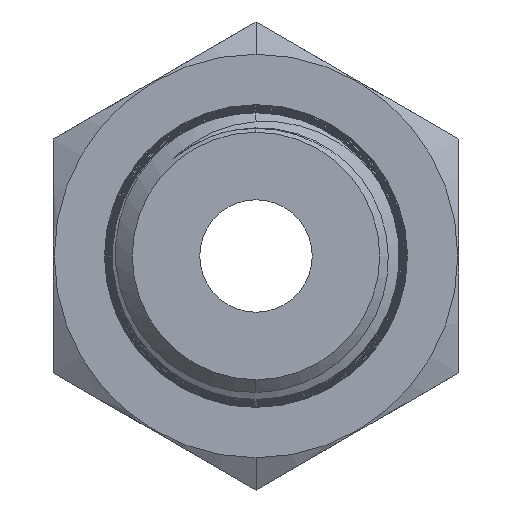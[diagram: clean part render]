
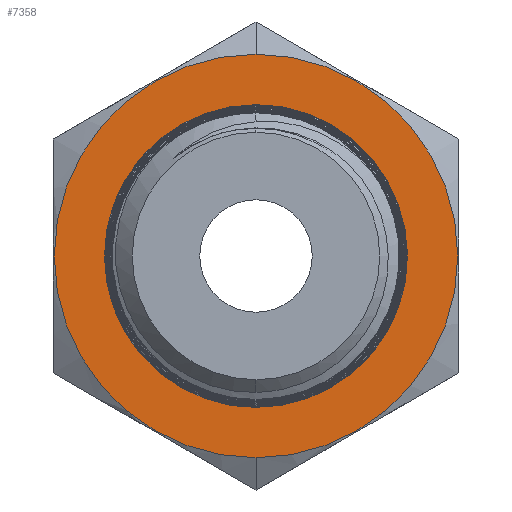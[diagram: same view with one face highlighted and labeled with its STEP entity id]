
A CAD part, left-side view. The second image highlights one B-rep face of the part: STEP entity #7358.
In plain terms, the highlighted planar face has unit normal (-1, 0, 0).
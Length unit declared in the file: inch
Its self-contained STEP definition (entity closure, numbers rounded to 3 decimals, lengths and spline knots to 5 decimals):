
#32 = DIRECTION ( 'NONE',  ( 0., 0., 1. ) ) ;
#159 = DIRECTION ( 'NONE',  ( -1., 0., 0. ) ) ;
#769 = CARTESIAN_POINT ( 'NONE',  ( -1.13, 0., -0.42 ) ) ;
#902 = DIRECTION ( 'NONE',  ( 0., 0., 1. ) ) ;
#1392 = AXIS2_PLACEMENT_3D ( 'NONE', #2928, #159, #4203 ) ;
#2078 = AXIS2_PLACEMENT_3D ( 'NONE', #13710, #15033, #32 ) ;
#2551 = VERTEX_POINT ( 'NONE', #17154 ) ;
#2928 = CARTESIAN_POINT ( 'NONE',  ( -1.13, 0., 0. ) ) ;
#3193 = DIRECTION ( 'NONE',  ( -1., 0., 0. ) ) ;
#3489 = VERTEX_POINT ( 'NONE', #769 ) ;
#3858 = DIRECTION ( 'NONE',  ( -1., 0., 0. ) ) ;
#3989 = ORIENTED_EDGE ( 'NONE', *, *, #4711, .T. ) ;
#4078 = CARTESIAN_POINT ( 'NONE',  ( -1.13, 0., 0. ) ) ;
#4195 = DIRECTION ( 'NONE',  ( -1., 0., 0. ) ) ;
#4203 = DIRECTION ( 'NONE',  ( 0., 0., 1. ) ) ;
#4464 = DIRECTION ( 'NONE',  ( 0., 0., 1. ) ) ;
#4711 = EDGE_CURVE ( 'NONE', #5834, #2551, #8628, .T. ) ;
#5026 = CARTESIAN_POINT ( 'NONE',  ( -1.13, 0., 0.42 ) ) ;
#5059 = PLANE ( 'NONE',  #13333 ) ;
#5834 = VERTEX_POINT ( 'NONE', #14983 ) ;
#5893 = AXIS2_PLACEMENT_3D ( 'NONE', #4078, #4195, #13774 ) ;
#6450 = EDGE_CURVE ( 'NONE', #16572, #3489, #12880, .T. ) ;
#6466 = ORIENTED_EDGE ( 'NONE', *, *, #12097, .T. ) ;
#6955 = EDGE_LOOP ( 'NONE', ( #3989, #6466 ) ) ;
#7358 = ADVANCED_FACE ( 'NONE', ( #16991, #10928 ), #5059, .T. ) ;
#8099 = AXIS2_PLACEMENT_3D ( 'NONE', #17078, #3193, #4464 ) ;
#8628 = CIRCLE ( 'NONE', #1392, 0.56 ) ;
#9540 = EDGE_LOOP ( 'NONE', ( #13407, #12318 ) ) ;
#10335 = EDGE_CURVE ( 'NONE', #3489, #16572, #10732, .T. ) ;
#10732 = CIRCLE ( 'NONE', #5893, 0.42 ) ;
#10928 = FACE_OUTER_BOUND ( 'NONE', #6955, .T. ) ;
#12097 = EDGE_CURVE ( 'NONE', #2551, #5834, #17720, .T. ) ;
#12318 = ORIENTED_EDGE ( 'NONE', *, *, #10335, .F. ) ;
#12880 = CIRCLE ( 'NONE', #8099, 0.42 ) ;
#13333 = AXIS2_PLACEMENT_3D ( 'NONE', #16156, #3858, #902 ) ;
#13407 = ORIENTED_EDGE ( 'NONE', *, *, #6450, .F. ) ;
#13710 = CARTESIAN_POINT ( 'NONE',  ( -1.13, 0., 0. ) ) ;
#13774 = DIRECTION ( 'NONE',  ( 0., 0., 1. ) ) ;
#14983 = CARTESIAN_POINT ( 'NONE',  ( -1.13, 0., 0.56 ) ) ;
#15033 = DIRECTION ( 'NONE',  ( -1., 0., 0. ) ) ;
#16156 = CARTESIAN_POINT ( 'NONE',  ( -1.13, 0., -0.42 ) ) ;
#16572 = VERTEX_POINT ( 'NONE', #5026 ) ;
#16991 = FACE_BOUND ( 'NONE', #9540, .T. ) ;
#17078 = CARTESIAN_POINT ( 'NONE',  ( -1.13, 0., 0. ) ) ;
#17154 = CARTESIAN_POINT ( 'NONE',  ( -1.13, 0., -0.56 ) ) ;
#17720 = CIRCLE ( 'NONE', #2078, 0.56 ) ;
